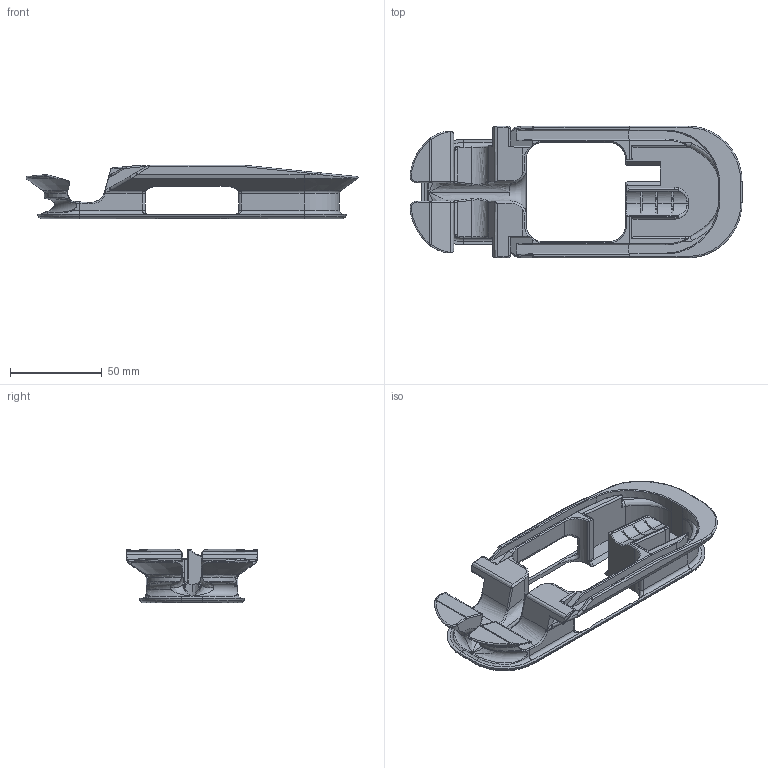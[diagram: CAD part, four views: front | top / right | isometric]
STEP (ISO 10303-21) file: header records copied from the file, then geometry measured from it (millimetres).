
FILE_DESCRIPTION (( 'STEP AP214' ), '1' );
FILE_NAME ('Steam Deck Carrying Case Insert EU.STEP', '2022-09-03T16:48:42', ( '' ), ( '' ), 'SwSTEP 2.0', 'SolidWorks 2022', '' );
FILE_SCHEMA (( 'AUTOMOTIVE_DESIGN' ));
Length unit declared in the file: millimetre
Products named in the file (1): Steam Deck Carrying Case Insert EU
Bounding box: 180.63 x 71.5 x 29 mm (x, y, z)
Volume: 90224.4 mm3; surface area: 39432.5 mm2
Topology: 1 solids, 1 shells, 436 faces, 1137 edges, 691 vertices
Faces by surface type: plane 169, bspline 148, cylinder 85, cone 17, torus 15, sphere 2
Entity records: 24814 total; most frequent: CARTESIAN_POINT 15784, ORIENTED_EDGE 2262, DIRECTION 1305, EDGE_CURVE 1131, VERTEX_POINT 691, VECTOR 455, LINE 455, B_SPLINE_CURVE_WITH_KNOTS 444
